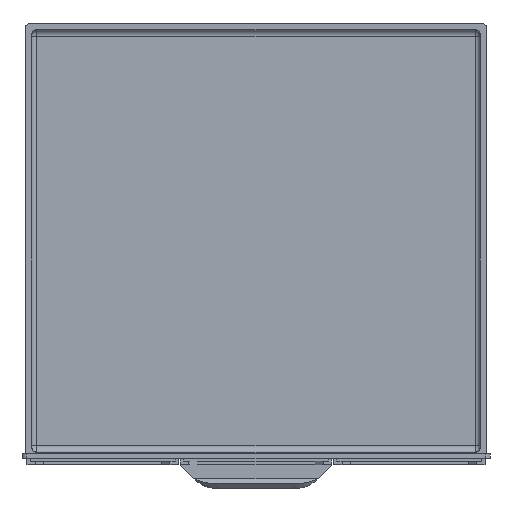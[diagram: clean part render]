
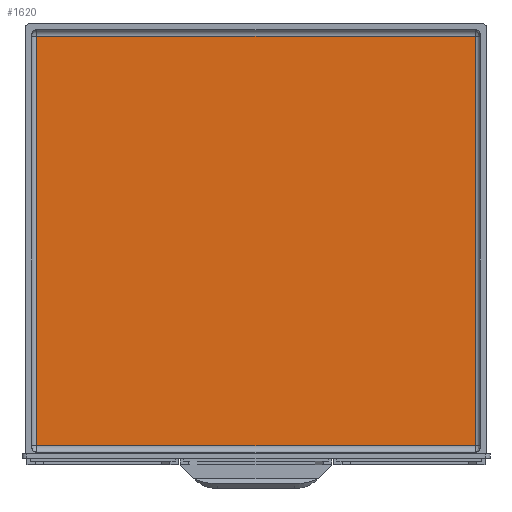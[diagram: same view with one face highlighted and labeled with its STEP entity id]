
A CAD part, top view. The second image highlights one B-rep face of the part: STEP entity #1620.
In plain terms, the highlighted planar face has unit normal (0, 0, 1).
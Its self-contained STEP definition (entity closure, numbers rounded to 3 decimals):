
#97=FACE_OUTER_BOUND('',#189,.T.);
#189=EDGE_LOOP('',(#1095,#1096,#1097,#1098));
#281=LINE('',#2372,#478);
#283=LINE('',#2376,#480);
#285=LINE('',#2382,#482);
#286=LINE('',#2383,#483);
#478=VECTOR('',#1891,10.);
#480=VECTOR('',#1895,10.);
#482=VECTOR('',#1901,10.);
#483=VECTOR('',#1902,10.);
#676=VERTEX_POINT('',#2346);
#681=VERTEX_POINT('',#2364);
#684=VERTEX_POINT('',#2375);
#686=VERTEX_POINT('',#2381);
#841=EDGE_CURVE('',#681,#676,#281,.T.);
#843=EDGE_CURVE('',#676,#684,#283,.T.);
#846=EDGE_CURVE('',#686,#681,#285,.T.);
#847=EDGE_CURVE('',#684,#686,#286,.T.);
#1095=ORIENTED_EDGE('',*,*,#841,.F.);
#1096=ORIENTED_EDGE('',*,*,#846,.F.);
#1097=ORIENTED_EDGE('',*,*,#847,.F.);
#1098=ORIENTED_EDGE('',*,*,#843,.F.);
#1549=PLANE('',#1741);
#1620=ADVANCED_FACE('',(#97),#1549,.F.);
#1741=AXIS2_PLACEMENT_3D('',#2380,#1899,#1900);
#1891=DIRECTION('',(-1.,0.,0.));
#1895=DIRECTION('',(0.,1.,0.));
#1899=DIRECTION('center_axis',(0.,0.,-1.));
#1900=DIRECTION('ref_axis',(-1.,0.,0.));
#1901=DIRECTION('',(0.,-1.,0.));
#1902=DIRECTION('',(1.,0.,0.));
#2346=CARTESIAN_POINT('',(-65.89,-61.471,-7.1));
#2364=CARTESIAN_POINT('',(65.89,-61.471,-7.1));
#2372=CARTESIAN_POINT('',(-34.655,-61.471,-7.1));
#2375=CARTESIAN_POINT('',(-65.89,61.471,-7.1));
#2376=CARTESIAN_POINT('',(-65.89,32.696,-7.1));
#2380=CARTESIAN_POINT('Origin',(0.,0.,-7.1));
#2381=CARTESIAN_POINT('',(65.89,61.471,-7.1));
#2382=CARTESIAN_POINT('',(65.89,-32.696,-7.1));
#2383=CARTESIAN_POINT('',(34.655,61.471,-7.1));
